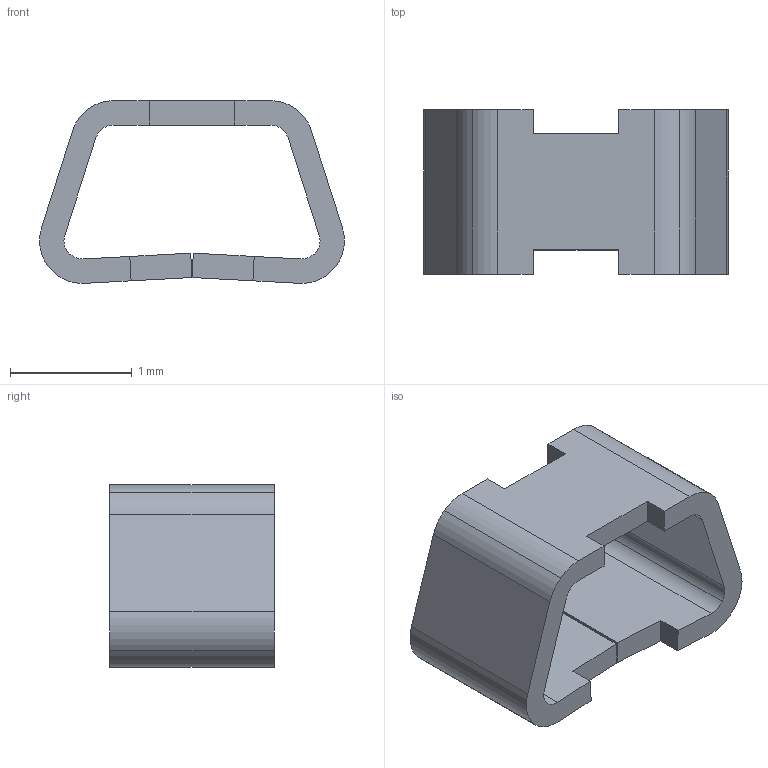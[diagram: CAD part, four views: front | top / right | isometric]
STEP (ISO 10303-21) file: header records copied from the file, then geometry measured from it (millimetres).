
FILE_DESCRIPTION((''),'2;1');
FILE_NAME('NICOMATIC_C12000B.stp','2009-03-25T10:25:21',(''),(''),'Mechanical Desktop 2006','Mechanical Desktop 2006',', , ');
FILE_SCHEMA(('AUTOMOTIVE_DESIGN { 1 2 10303 214 0 1 1 1 }'));
Length unit declared in the file: millimetre
Products named in the file (1): Product
Bounding box: 2.5 x 1.35 x 1.5 mm (x, y, z)
Volume: 1.6 mm3; surface area: 19 mm2
Topology: 1 solids, 1 shells, 46 faces, 132 edges, 86 vertices
Faces by surface type: plane 30, cylinder 16
Entity records: 1549 total; most frequent: CARTESIAN_POINT 265, ORIENTED_EDGE 264, DIRECTION 258, EDGE_CURVE 132, VECTOR 100, LINE 100, VERTEX_POINT 86, AXIS2_PLACEMENT_3D 79
